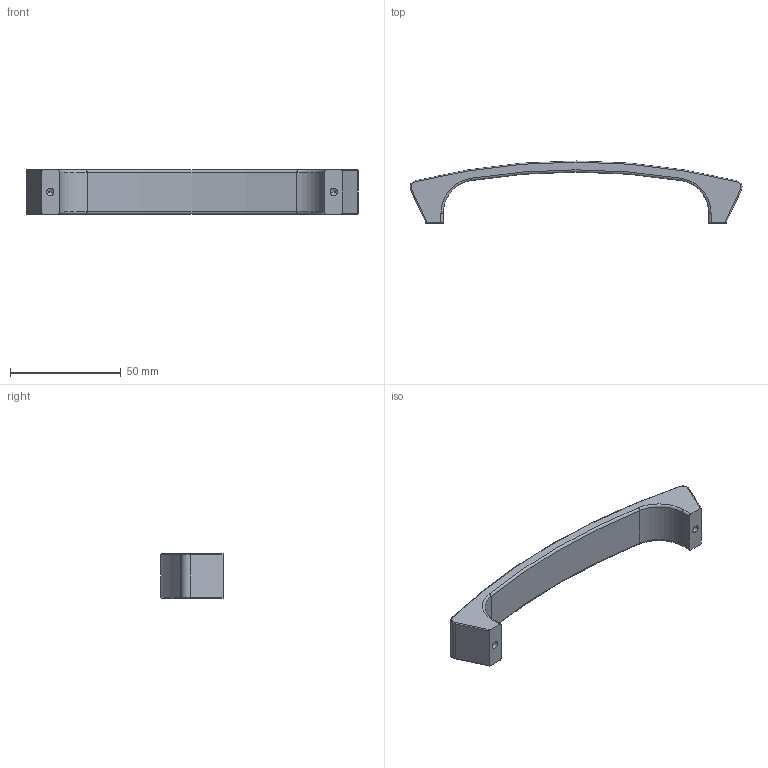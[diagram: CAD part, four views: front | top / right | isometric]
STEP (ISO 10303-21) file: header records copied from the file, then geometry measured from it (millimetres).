
FILE_DESCRIPTION(('Creo Elements/Direct Modeling STEP Export'),'2;1');
FILE_NAME('1493-148.stp','2019-02-04T13:32:56',(''),(''),'Creo Elements/Direct Modeling STEP processor for AP214 (Solid Model)','Creo Elements/Direct Modeling 20.0 12-Nov-2016 (C) Parametric Technology GmbH','');
FILE_SCHEMA(('AUTOMOTIVE_DESIGN { 1 0 10303 214 1 1 1 1 }'));
Length unit declared in the file: millimetre
Products named in the file (1): 1493-148
Bounding box: 149.93 x 28 x 20 mm (x, y, z)
Volume: 22950.4 mm3; surface area: 9362.6 mm2
Topology: 1 solids, 1 shells, 48 faces, 112 edges, 66 vertices
Faces by surface type: cylinder 22, torus 12, plane 10, cone 4
Entity records: 1366 total; most frequent: DIRECTION 254, ORIENTED_EDGE 216, CARTESIAN_POINT 215, EDGE_CURVE 108, AXIS2_PLACEMENT_3D 105, VERTEX_POINT 66, CIRCLE 52, EDGE_LOOP 52
